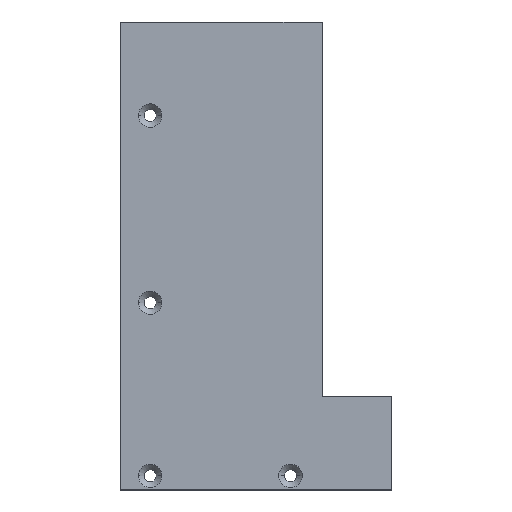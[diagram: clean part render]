
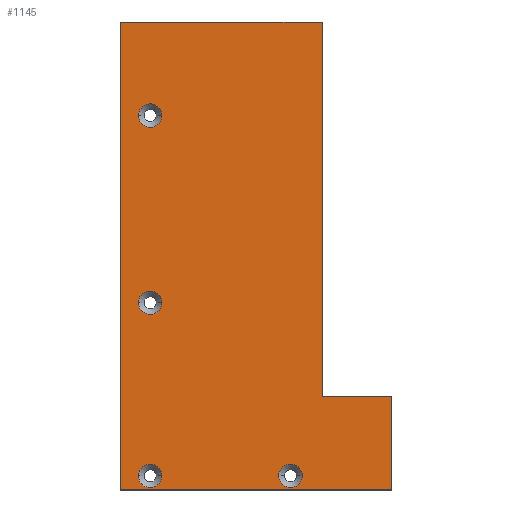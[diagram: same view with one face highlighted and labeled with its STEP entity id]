
A CAD part, top view. The second image highlights one B-rep face of the part: STEP entity #1145.
In plain terms, the highlighted planar face has unit normal (0, 0, 1).
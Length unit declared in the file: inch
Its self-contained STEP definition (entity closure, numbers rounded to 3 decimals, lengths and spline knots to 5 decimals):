
#16 = CIRCLE ( 'NONE', #1255, 0.125 ) ;
#20 = VERTEX_POINT ( 'NONE', #304 ) ;
#25 = DIRECTION ( 'NONE',  ( 0., 0., 1. ) ) ;
#37 = VERTEX_POINT ( 'NONE', #396 ) ;
#40 = CARTESIAN_POINT ( 'NONE',  ( 1.8215, 0., 0.8215 ) ) ;
#44 = CARTESIAN_POINT ( 'NONE',  ( -1.0785, 4., 0.8215 ) ) ;
#50 = VERTEX_POINT ( 'NONE', #1257 ) ;
#58 = CARTESIAN_POINT ( 'NONE',  ( 0.74, -0.85, 0.8215 ) ) ;
#61 = DIRECTION ( 'NONE',  ( 0., 0., 1. ) ) ;
#84 = FACE_BOUND ( 'NONE', #572, .T. ) ;
#99 = CARTESIAN_POINT ( 'NONE',  ( -0.76, -0.85, 0.8215 ) ) ;
#100 = EDGE_CURVE ( 'NONE', #37, #375, #636, .T. ) ;
#111 = CARTESIAN_POINT ( 'NONE',  ( -0.76, 1., 0.8215 ) ) ;
#120 = VECTOR ( 'NONE', #143, 39.37008 ) ;
#125 = CARTESIAN_POINT ( 'NONE',  ( -0.635, 3., 0.8215 ) ) ;
#134 = LINE ( 'NONE', #1020, #678 ) ;
#135 = CIRCLE ( 'NONE', #1176, 0.125 ) ;
#143 = DIRECTION ( 'NONE',  ( 0., -1., 0. ) ) ;
#152 = ORIENTED_EDGE ( 'NONE', *, *, #1142, .F. ) ;
#165 = DIRECTION ( 'NONE',  ( 0., 0., 1. ) ) ;
#177 = VERTEX_POINT ( 'NONE', #1280 ) ;
#184 = CARTESIAN_POINT ( 'NONE',  ( -0.76, 3., 0.8215 ) ) ;
#185 = FACE_OUTER_BOUND ( 'NONE', #1344, .T. ) ;
#188 = CIRCLE ( 'NONE', #853, 0.125 ) ;
#189 = DIRECTION ( 'NONE',  ( 0., 0., 1. ) ) ;
#206 = ORIENTED_EDGE ( 'NONE', *, *, #1206, .F. ) ;
#213 = DIRECTION ( 'NONE',  ( 0., 0., 1. ) ) ;
#226 = CARTESIAN_POINT ( 'NONE',  ( 0.615, -0.85, 0.8215 ) ) ;
#232 = FACE_BOUND ( 'NONE', #946, .T. ) ;
#261 = AXIS2_PLACEMENT_3D ( 'NONE', #99, #189, #314 ) ;
#271 = CARTESIAN_POINT ( 'NONE',  ( -1.0785, 4., 0.8215 ) ) ;
#276 = ORIENTED_EDGE ( 'NONE', *, *, #483, .F. ) ;
#279 = CARTESIAN_POINT ( 'NONE',  ( 1.8215, -1., 0.8215 ) ) ;
#284 = DIRECTION ( 'NONE',  ( -1., 0., 0. ) ) ;
#293 = CARTESIAN_POINT ( 'NONE',  ( 0.74, -0.85, 0.8215 ) ) ;
#300 = EDGE_CURVE ( 'NONE', #177, #1290, #135, .T. ) ;
#304 = CARTESIAN_POINT ( 'NONE',  ( 1.0785, 4., 0.8215 ) ) ;
#307 = ORIENTED_EDGE ( 'NONE', *, *, #1172, .T. ) ;
#314 = DIRECTION ( 'NONE',  ( 1., 0., 0. ) ) ;
#341 = CARTESIAN_POINT ( 'NONE',  ( -0.76, 1., 0.8215 ) ) ;
#345 = VERTEX_POINT ( 'NONE', #750 ) ;
#354 = VECTOR ( 'NONE', #744, 39.37008 ) ;
#375 = VERTEX_POINT ( 'NONE', #40 ) ;
#394 = CARTESIAN_POINT ( 'NONE',  ( 1.8215, 0., 0.8215 ) ) ;
#396 = CARTESIAN_POINT ( 'NONE',  ( 1.8215, -1., 0.8215 ) ) ;
#402 = LINE ( 'NONE', #1210, #120 ) ;
#407 = CARTESIAN_POINT ( 'NONE',  ( -0.635, -0.85, 0.8215 ) ) ;
#427 = CARTESIAN_POINT ( 'NONE',  ( -0.885, 3., 0.8215 ) ) ;
#465 = VERTEX_POINT ( 'NONE', #44 ) ;
#470 = EDGE_LOOP ( 'NONE', ( #909, #1177 ) ) ;
#483 = EDGE_CURVE ( 'NONE', #345, #1011, #188, .T. ) ;
#515 = EDGE_CURVE ( 'NONE', #37, #50, #1369, .T. ) ;
#520 = LINE ( 'NONE', #528, #765 ) ;
#528 = CARTESIAN_POINT ( 'NONE',  ( 1.0785, 4., 0.8215 ) ) ;
#539 = CIRCLE ( 'NONE', #984, 0.125 ) ;
#546 = ORIENTED_EDGE ( 'NONE', *, *, #100, .T. ) ;
#572 = EDGE_LOOP ( 'NONE', ( #1171, #206 ) ) ;
#599 = EDGE_CURVE ( 'NONE', #1374, #889, #1264, .T. ) ;
#600 = DIRECTION ( 'NONE',  ( -1., 0., 0. ) ) ;
#636 = LINE ( 'NONE', #834, #354 ) ;
#678 = VECTOR ( 'NONE', #600, 39.37008 ) ;
#695 = DIRECTION ( 'NONE',  ( 0., 0., -1. ) ) ;
#698 = DIRECTION ( 'NONE',  ( -1., 0., 0. ) ) ;
#744 = DIRECTION ( 'NONE',  ( 0., 1., 0. ) ) ;
#746 = LINE ( 'NONE', #394, #797 ) ;
#747 = CARTESIAN_POINT ( 'NONE',  ( 1.0785, 0., 0.8215 ) ) ;
#750 = CARTESIAN_POINT ( 'NONE',  ( 0.865, -0.85, 0.8215 ) ) ;
#753 = ORIENTED_EDGE ( 'NONE', *, *, #912, .T. ) ;
#765 = VECTOR ( 'NONE', #1286, 39.37008 ) ;
#782 = CIRCLE ( 'NONE', #261, 0.125 ) ;
#796 = DIRECTION ( 'NONE',  ( 1., 0., 0. ) ) ;
#797 = VECTOR ( 'NONE', #284, 39.37008 ) ;
#817 = CARTESIAN_POINT ( 'NONE',  ( -0.76, 3., 0.8215 ) ) ;
#822 = EDGE_CURVE ( 'NONE', #20, #823, #520, .T. ) ;
#823 = VERTEX_POINT ( 'NONE', #747 ) ;
#829 = FACE_BOUND ( 'NONE', #470, .T. ) ;
#834 = CARTESIAN_POINT ( 'NONE',  ( 1.8215, -1., 0.8215 ) ) ;
#837 = ORIENTED_EDGE ( 'NONE', *, *, #300, .F. ) ;
#844 = EDGE_CURVE ( 'NONE', #1313, #1114, #539, .T. ) ;
#853 = AXIS2_PLACEMENT_3D ( 'NONE', #58, #61, #796 ) ;
#873 = DIRECTION ( 'NONE',  ( 1., 0., 0. ) ) ;
#889 = VERTEX_POINT ( 'NONE', #125 ) ;
#896 = CIRCLE ( 'NONE', #1333, 0.125 ) ;
#909 = ORIENTED_EDGE ( 'NONE', *, *, #844, .F. ) ;
#910 = CARTESIAN_POINT ( 'NONE',  ( -0.635, 1., 0.8215 ) ) ;
#912 = EDGE_CURVE ( 'NONE', #465, #50, #402, .T. ) ;
#913 = PLANE ( 'NONE',  #1110 ) ;
#925 = AXIS2_PLACEMENT_3D ( 'NONE', #184, #1056, #1256 ) ;
#927 = DIRECTION ( 'NONE',  ( 0., 0., 1. ) ) ;
#941 = ORIENTED_EDGE ( 'NONE', *, *, #515, .F. ) ;
#946 = EDGE_LOOP ( 'NONE', ( #837, #1343 ) ) ;
#984 = AXIS2_PLACEMENT_3D ( 'NONE', #341, #25, #873 ) ;
#986 = CIRCLE ( 'NONE', #1036, 0.125 ) ;
#998 = ORIENTED_EDGE ( 'NONE', *, *, #1106, .T. ) ;
#1007 = VECTOR ( 'NONE', #698, 39.37008 ) ;
#1011 = VERTEX_POINT ( 'NONE', #226 ) ;
#1020 = CARTESIAN_POINT ( 'NONE',  ( -1.0785, 4., 0.8215 ) ) ;
#1031 = DIRECTION ( 'NONE',  ( 1., 0., 0. ) ) ;
#1036 = AXIS2_PLACEMENT_3D ( 'NONE', #111, #213, #1297 ) ;
#1056 = DIRECTION ( 'NONE',  ( 0., 0., 1. ) ) ;
#1077 = FACE_BOUND ( 'NONE', #1246, .T. ) ;
#1086 = DIRECTION ( 'NONE',  ( 0., 0., 1. ) ) ;
#1106 = EDGE_CURVE ( 'NONE', #375, #823, #746, .T. ) ;
#1110 = AXIS2_PLACEMENT_3D ( 'NONE', #271, #695, #1365 ) ;
#1114 = VERTEX_POINT ( 'NONE', #910 ) ;
#1142 = EDGE_CURVE ( 'NONE', #1011, #345, #16, .T. ) ;
#1145 = ADVANCED_FACE ( 'NONE', ( #1077, #232, #829, #84, #185 ), #913, .F. ) ;
#1159 = DIRECTION ( 'NONE',  ( 1., 0., 0. ) ) ;
#1171 = ORIENTED_EDGE ( 'NONE', *, *, #599, .F. ) ;
#1172 = EDGE_CURVE ( 'NONE', #20, #465, #134, .T. ) ;
#1176 = AXIS2_PLACEMENT_3D ( 'NONE', #1191, #1086, #1302 ) ;
#1177 = ORIENTED_EDGE ( 'NONE', *, *, #1349, .F. ) ;
#1191 = CARTESIAN_POINT ( 'NONE',  ( -0.76, -0.85, 0.8215 ) ) ;
#1206 = EDGE_CURVE ( 'NONE', #889, #1374, #896, .T. ) ;
#1210 = CARTESIAN_POINT ( 'NONE',  ( -1.0785, 4., 0.8215 ) ) ;
#1246 = EDGE_LOOP ( 'NONE', ( #152, #276 ) ) ;
#1248 = ORIENTED_EDGE ( 'NONE', *, *, #822, .F. ) ;
#1253 = EDGE_CURVE ( 'NONE', #1290, #177, #782, .T. ) ;
#1255 = AXIS2_PLACEMENT_3D ( 'NONE', #293, #165, #1031 ) ;
#1256 = DIRECTION ( 'NONE',  ( 1., 0., 0. ) ) ;
#1257 = CARTESIAN_POINT ( 'NONE',  ( -1.0785, -1., 0.8215 ) ) ;
#1264 = CIRCLE ( 'NONE', #925, 0.125 ) ;
#1280 = CARTESIAN_POINT ( 'NONE',  ( -0.885, -0.85, 0.8215 ) ) ;
#1286 = DIRECTION ( 'NONE',  ( 0., -1., 0. ) ) ;
#1290 = VERTEX_POINT ( 'NONE', #407 ) ;
#1297 = DIRECTION ( 'NONE',  ( 1., 0., 0. ) ) ;
#1302 = DIRECTION ( 'NONE',  ( 1., 0., 0. ) ) ;
#1313 = VERTEX_POINT ( 'NONE', #1381 ) ;
#1333 = AXIS2_PLACEMENT_3D ( 'NONE', #817, #927, #1159 ) ;
#1343 = ORIENTED_EDGE ( 'NONE', *, *, #1253, .F. ) ;
#1344 = EDGE_LOOP ( 'NONE', ( #1248, #307, #753, #941, #546, #998 ) ) ;
#1349 = EDGE_CURVE ( 'NONE', #1114, #1313, #986, .T. ) ;
#1365 = DIRECTION ( 'NONE',  ( 1., 0., 0. ) ) ;
#1369 = LINE ( 'NONE', #279, #1007 ) ;
#1374 = VERTEX_POINT ( 'NONE', #427 ) ;
#1381 = CARTESIAN_POINT ( 'NONE',  ( -0.885, 1., 0.8215 ) ) ;
